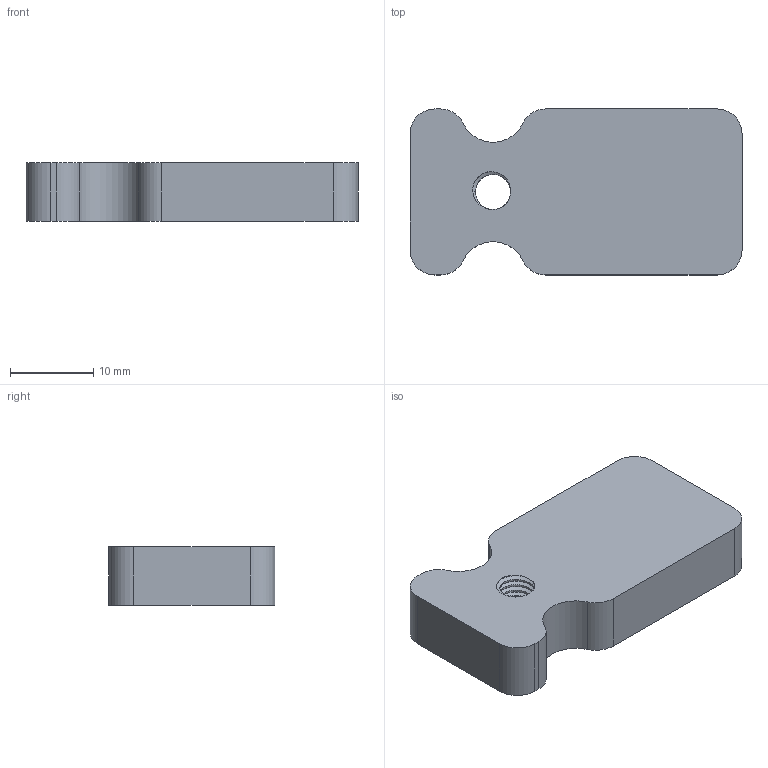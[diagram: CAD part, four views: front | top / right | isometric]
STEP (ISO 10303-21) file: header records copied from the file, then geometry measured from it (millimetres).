
FILE_DESCRIPTION(('FreeCAD Model'),'2;1');
FILE_NAME('Open CASCADE Shape Model','2025-04-21T10:52:13',('Author'),( ''),'Open CASCADE STEP processor 7.7','FreeCAD','Unknown');
FILE_SCHEMA(('AUTOMOTIVE_DESIGN { 1 0 10303 214 1 1 1 1 }'));
Length unit declared in the file: millimetre
Products named in the file (1): Taquet Mobile
Bounding box: 40 x 20 x 7 mm (x, y, z)
Volume: 4920.9 mm3; surface area: 2468.2 mm2
Topology: 1 solids, 1 shells, 47 faces, 115 edges, 71 vertices
Faces by surface type: cylinder 16, bspline 16, plane 15
Full cylindrical faces by diameter (mm): 4.224 x4
Entity records: 3238 total; most frequent: CARTESIAN_POINT 2220, ORIENTED_EDGE 230, DIRECTION 161, EDGE_CURVE 115, VERTEX_POINT 71, AXIS2_PLACEMENT_3D 55, LINE 51, VECTOR 51
